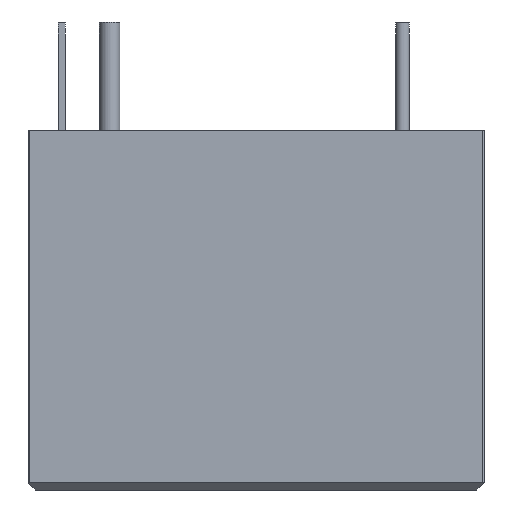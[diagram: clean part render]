
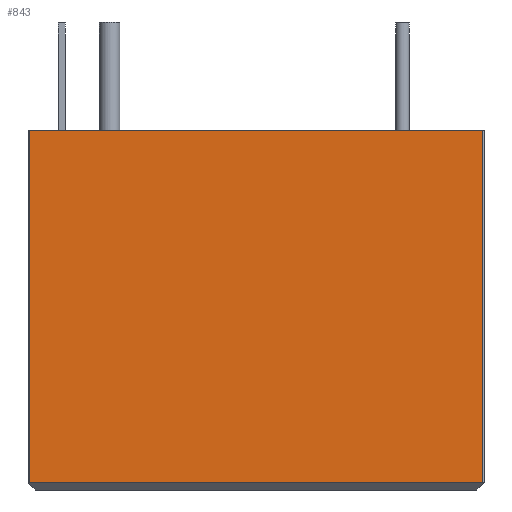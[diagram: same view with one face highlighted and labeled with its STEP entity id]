
A CAD part, front view. The second image highlights one B-rep face of the part: STEP entity #843.
In plain terms, the highlighted planar face has unit normal (0, -1, 0).
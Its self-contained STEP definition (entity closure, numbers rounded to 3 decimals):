
#5 = DIRECTION ( 'NONE',  ( 0., 0., -1. ) ) ;
#8 = DIRECTION ( 'NONE',  ( 0., 0., 1. ) ) ;
#27 = CARTESIAN_POINT ( 'NONE',  ( -9.45, -7.5, 0.3 ) ) ;
#35 = CARTESIAN_POINT ( 'NONE',  ( 9.45, -7.5, 15. ) ) ;
#67 = AXIS2_PLACEMENT_3D ( 'NONE', #365, #735, #1144 ) ;
#178 = EDGE_CURVE ( 'NONE', #518, #546, #1247, .T. ) ;
#188 = VERTEX_POINT ( 'NONE', #550 ) ;
#236 = ORIENTED_EDGE ( 'NONE', *, *, #178, .T. ) ;
#239 = EDGE_CURVE ( 'NONE', #188, #518, #1181, .T. ) ;
#277 = VECTOR ( 'NONE', #786, 1000. ) ;
#279 = VECTOR ( 'NONE', #8, 1000. ) ;
#297 = VERTEX_POINT ( 'NONE', #35 ) ;
#317 = CARTESIAN_POINT ( 'NONE',  ( -9.5, -7.5, 15. ) ) ;
#336 = ORIENTED_EDGE ( 'NONE', *, *, #625, .T. ) ;
#365 = CARTESIAN_POINT ( 'NONE',  ( -9.5, -7.5, 15. ) ) ;
#430 = CARTESIAN_POINT ( 'NONE',  ( 9.5, -7.5, 0.3 ) ) ;
#434 = VECTOR ( 'NONE', #5, 1000. ) ;
#498 = EDGE_CURVE ( 'NONE', #188, #297, #750, .T. ) ;
#515 = CARTESIAN_POINT ( 'NONE',  ( -9.45, -7.5, 15. ) ) ;
#518 = VERTEX_POINT ( 'NONE', #27 ) ;
#533 = CARTESIAN_POINT ( 'NONE',  ( 9.45, -7.5, 0.3 ) ) ;
#546 = VERTEX_POINT ( 'NONE', #533 ) ;
#550 = CARTESIAN_POINT ( 'NONE',  ( -9.45, -7.5, 15. ) ) ;
#625 = EDGE_CURVE ( 'NONE', #546, #297, #1251, .T. ) ;
#677 = VECTOR ( 'NONE', #1203, 1000. ) ;
#735 = DIRECTION ( 'NONE',  ( 0., 1., 0. ) ) ;
#748 = FACE_OUTER_BOUND ( 'NONE', #808, .T. ) ;
#750 = LINE ( 'NONE', #317, #677 ) ;
#786 = DIRECTION ( 'NONE',  ( 1., 0., 0. ) ) ;
#792 = CARTESIAN_POINT ( 'NONE',  ( 9.45, -7.5, 15. ) ) ;
#808 = EDGE_LOOP ( 'NONE', ( #236, #336, #1022, #1045 ) ) ;
#843 = ADVANCED_FACE ( 'NONE', ( #748 ), #845, .F. ) ;
#845 = PLANE ( 'NONE',  #67 ) ;
#1022 = ORIENTED_EDGE ( 'NONE', *, *, #498, .F. ) ;
#1045 = ORIENTED_EDGE ( 'NONE', *, *, #239, .T. ) ;
#1144 = DIRECTION ( 'NONE',  ( 0., 0., 1. ) ) ;
#1181 = LINE ( 'NONE', #515, #434 ) ;
#1203 = DIRECTION ( 'NONE',  ( 1., 0., 0. ) ) ;
#1247 = LINE ( 'NONE', #430, #277 ) ;
#1251 = LINE ( 'NONE', #792, #279 ) ;
